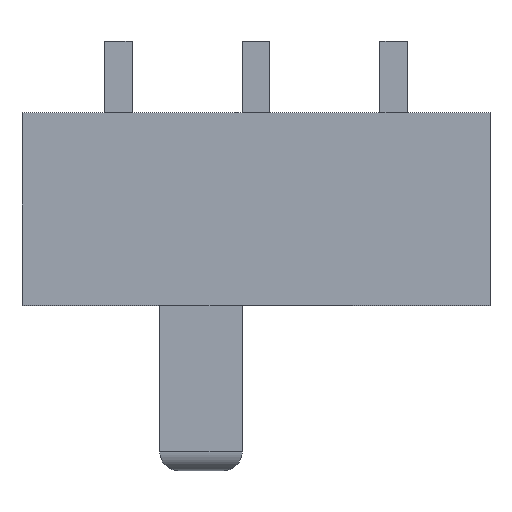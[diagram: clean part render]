
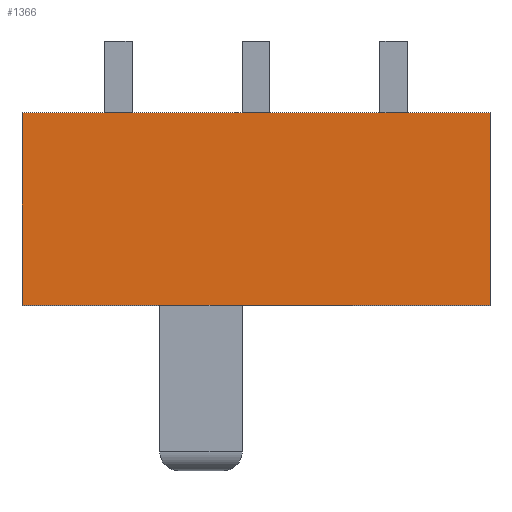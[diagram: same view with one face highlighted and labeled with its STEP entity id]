
A CAD part, top view. The second image highlights one B-rep face of the part: STEP entity #1366.
In plain terms, the highlighted planar face has unit normal (0, 0, 1).
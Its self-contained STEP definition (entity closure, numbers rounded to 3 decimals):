
#1219 = VERTEX_POINT('',#1220);
#1220 = CARTESIAN_POINT('',(-1.75,-1.15,3.5));
#1226 = EDGE_CURVE('',#1227,#1219,#1229,.T.);
#1227 = VERTEX_POINT('',#1228);
#1228 = CARTESIAN_POINT('',(6.75,-1.15,3.5));
#1229 = LINE('',#1230,#1231);
#1230 = CARTESIAN_POINT('',(6.75,-1.15,3.5));
#1231 = VECTOR('',#1232,1.);
#1232 = DIRECTION('',(-1.,0.,0.));
#1287 = EDGE_CURVE('',#1288,#1227,#1290,.T.);
#1288 = VERTEX_POINT('',#1289);
#1289 = CARTESIAN_POINT('',(6.75,-4.65,3.5));
#1290 = LINE('',#1291,#1292);
#1291 = CARTESIAN_POINT('',(6.75,-4.65,3.5));
#1292 = VECTOR('',#1293,1.);
#1293 = DIRECTION('',(0.,1.,0.));
#1318 = EDGE_CURVE('',#1319,#1288,#1321,.T.);
#1319 = VERTEX_POINT('',#1320);
#1320 = CARTESIAN_POINT('',(-1.75,-4.65,3.5));
#1321 = LINE('',#1322,#1323);
#1322 = CARTESIAN_POINT('',(-1.75,-4.65,3.5));
#1323 = VECTOR('',#1324,1.);
#1324 = DIRECTION('',(1.,0.,0.));
#1355 = EDGE_CURVE('',#1219,#1319,#1356,.T.);
#1356 = LINE('',#1357,#1358);
#1357 = CARTESIAN_POINT('',(-1.75,-1.15,3.5));
#1358 = VECTOR('',#1359,1.);
#1359 = DIRECTION('',(0.,-1.,0.));
#1366 = ADVANCED_FACE('',(#1367),#1373,.T.);
#1367 = FACE_BOUND('',#1368,.T.);
#1368 = EDGE_LOOP('',(#1369,#1370,#1371,#1372));
#1369 = ORIENTED_EDGE('',*,*,#1355,.T.);
#1370 = ORIENTED_EDGE('',*,*,#1318,.T.);
#1371 = ORIENTED_EDGE('',*,*,#1287,.T.);
#1372 = ORIENTED_EDGE('',*,*,#1226,.T.);
#1373 = PLANE('',#1374);
#1374 = AXIS2_PLACEMENT_3D('',#1375,#1376,#1377);
#1375 = CARTESIAN_POINT('',(2.5,-2.9,3.5));
#1376 = DIRECTION('',(0.,0.,1.));
#1377 = DIRECTION('',(1.,0.,0.));
